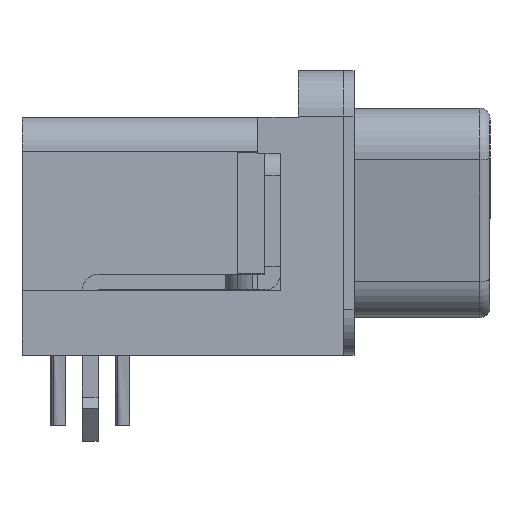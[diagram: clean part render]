
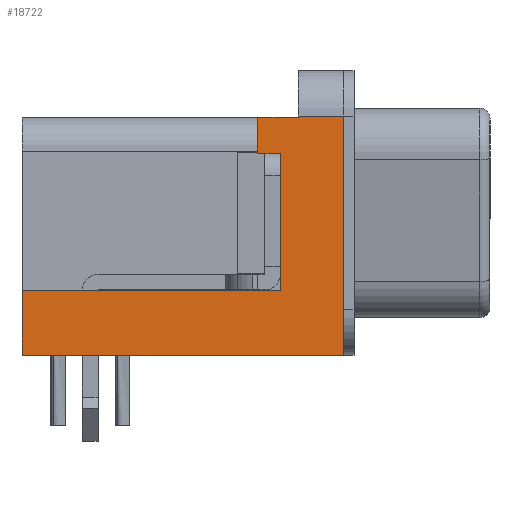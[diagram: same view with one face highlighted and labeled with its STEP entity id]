
A CAD part, left-side view. The second image highlights one B-rep face of the part: STEP entity #18722.
In plain terms, the highlighted planar face has unit normal (-1, 0, 0).
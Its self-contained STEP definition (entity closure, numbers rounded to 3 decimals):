
#863=LINE('',#26597,#3063);
#1505=LINE('',#27967,#3705);
#1532=LINE('',#28019,#3732);
#1539=LINE('',#28036,#3739);
#1546=LINE('',#28056,#3746);
#1547=LINE('',#28058,#3747);
#1548=LINE('',#28060,#3748);
#1549=LINE('',#28062,#3749);
#1550=LINE('',#28064,#3750);
#1551=LINE('',#28065,#3751);
#3063=VECTOR('',#21353,1000.);
#3705=VECTOR('',#22345,1000.);
#3732=VECTOR('',#22390,1000.);
#3739=VECTOR('',#22405,1000.);
#3746=VECTOR('',#22424,1000.);
#3747=VECTOR('',#22425,1000.);
#3748=VECTOR('',#22426,1000.);
#3749=VECTOR('',#22427,1000.);
#3750=VECTOR('',#22428,1000.);
#3751=VECTOR('',#22429,1000.);
#6207=ORIENTED_EDGE('',*,*,#10676,.T.);
#6208=ORIENTED_EDGE('',*,*,#11426,.T.);
#6209=ORIENTED_EDGE('',*,*,#11427,.T.);
#6210=ORIENTED_EDGE('',*,*,#11428,.T.);
#6211=ORIENTED_EDGE('',*,*,#11429,.T.);
#6212=ORIENTED_EDGE('',*,*,#11430,.F.);
#6213=ORIENTED_EDGE('',*,*,#11406,.T.);
#6214=ORIENTED_EDGE('',*,*,#11431,.T.);
#6215=ORIENTED_EDGE('',*,*,#11379,.T.);
#6216=ORIENTED_EDGE('',*,*,#11416,.T.);
#10676=EDGE_CURVE('',#13374,#13373,#863,.T.);
#11379=EDGE_CURVE('',#13927,#13926,#1505,.T.);
#11406=EDGE_CURVE('',#13940,#13942,#1532,.T.);
#11416=EDGE_CURVE('',#13926,#13374,#1539,.T.);
#11426=EDGE_CURVE('',#13373,#13956,#1546,.T.);
#11427=EDGE_CURVE('',#13956,#13957,#1547,.T.);
#11428=EDGE_CURVE('',#13957,#13958,#1548,.T.);
#11429=EDGE_CURVE('',#13958,#13959,#1549,.T.);
#11430=EDGE_CURVE('',#13940,#13959,#1550,.T.);
#11431=EDGE_CURVE('',#13942,#13927,#1551,.T.);
#13373=VERTEX_POINT('',#26596);
#13374=VERTEX_POINT('',#26598);
#13926=VERTEX_POINT('',#27966);
#13927=VERTEX_POINT('',#27968);
#13940=VERTEX_POINT('',#28014);
#13942=VERTEX_POINT('',#28018);
#13956=VERTEX_POINT('',#28057);
#13957=VERTEX_POINT('',#28059);
#13958=VERTEX_POINT('',#28061);
#13959=VERTEX_POINT('',#28063);
#15611=EDGE_LOOP('',(#6207,#6208,#6209,#6210,#6211,#6212,#6213,#6214,#6215,
#6216));
#16885=FACE_BOUND('',#15611,.T.);
#18078=PLANE('',#20000);
#18722=ADVANCED_FACE('',(#16885),#18078,.T.);
#20000=AXIS2_PLACEMENT_3D('',#28055,#22422,#22423);
#21353=DIRECTION('',(0.,0.,1.));
#22345=DIRECTION('',(0.,0.,-1.));
#22390=DIRECTION('',(0.,0.,-1.));
#22405=DIRECTION('',(0.,-1.,0.));
#22422=DIRECTION('',(-1.,0.,0.));
#22423=DIRECTION('',(0.,0.,1.));
#22424=DIRECTION('',(0.,1.,0.));
#22425=DIRECTION('',(0.,0.,-1.));
#22426=DIRECTION('',(0.,1.,0.));
#22427=DIRECTION('',(0.,0.,-1.));
#22428=DIRECTION('',(0.,1.,0.));
#22429=DIRECTION('',(0.,1.,0.));
#26596=CARTESIAN_POINT('',(-34.66,-7.1,4.275));
#26597=CARTESIAN_POINT('',(-34.66,-7.1,-6.275));
#26598=CARTESIAN_POINT('',(-34.66,-7.1,-6.275));
#27966=CARTESIAN_POINT('',(-34.66,7.1,-6.275));
#27967=CARTESIAN_POINT('',(-34.66,7.1,4.225));
#27968=CARTESIAN_POINT('',(-34.66,7.1,-3.425));
#28014=CARTESIAN_POINT('',(-34.66,-4.3,2.625));
#28018=CARTESIAN_POINT('',(-34.66,-4.3,-3.425));
#28019=CARTESIAN_POINT('',(-34.66,-4.3,2.625));
#28036=CARTESIAN_POINT('',(-34.66,7.1,-6.275));
#28055=CARTESIAN_POINT('',(-34.66,0.,0.));
#28056=CARTESIAN_POINT('',(-34.66,0.,4.275));
#28057=CARTESIAN_POINT('',(-34.66,-5.1,4.275));
#28058=CARTESIAN_POINT('',(-34.66,-5.1,6.275));
#28059=CARTESIAN_POINT('',(-34.66,-5.1,4.225));
#28060=CARTESIAN_POINT('',(-34.66,-5.1,4.225));
#28061=CARTESIAN_POINT('',(-34.66,-3.3,4.225));
#28062=CARTESIAN_POINT('',(-34.66,-3.3,4.225));
#28063=CARTESIAN_POINT('',(-34.66,-3.3,2.625));
#28064=CARTESIAN_POINT('',(-34.66,-4.3,2.625));
#28065=CARTESIAN_POINT('',(-34.66,-3.3,-3.425));
